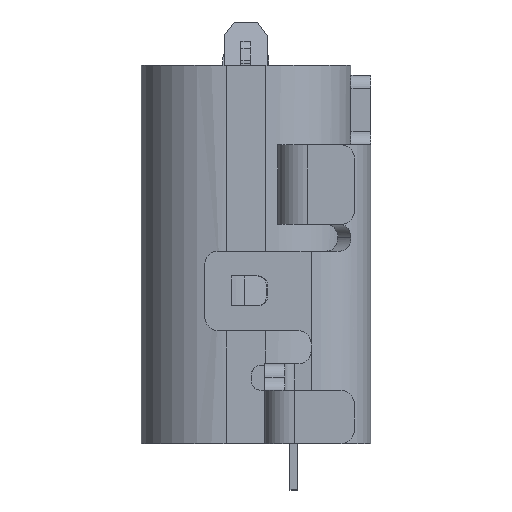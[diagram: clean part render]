
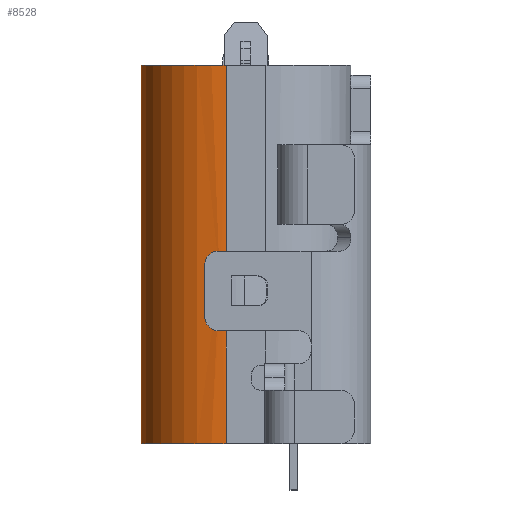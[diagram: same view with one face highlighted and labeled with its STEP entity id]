
A CAD part, left-side view. The second image highlights one B-rep face of the part: STEP entity #8528.
In plain terms, the highlighted cylindrical face has radius 1.28 mm (diameter 2.56 mm), a partial arc.
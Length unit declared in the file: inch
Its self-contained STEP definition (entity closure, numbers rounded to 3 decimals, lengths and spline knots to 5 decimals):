
#278 = CARTESIAN_POINT ( 'NONE',  ( -0.12559, 0.06201, 0. ) ) ;
#774 = CARTESIAN_POINT ( 'NONE',  ( -0.17598, 0.01161, 0.22441 ) ) ;
#958 = ORIENTED_EDGE ( 'NONE', *, *, #19715, .T. ) ;
#1256 = VERTEX_POINT ( 'NONE', #8532 ) ;
#1657 = ORIENTED_EDGE ( 'NONE', *, *, #8880, .T. ) ;
#1736 = ORIENTED_EDGE ( 'NONE', *, *, #18161, .F. ) ;
#1766 = DIRECTION ( 'NONE',  ( 0., 0., 1. ) ) ;
#2056 = CARTESIAN_POINT ( 'NONE',  ( -0.12559, 0.06201, 0.22441 ) ) ;
#2127 = CYLINDRICAL_SURFACE ( 'NONE', #7170, 0.05039 ) ;
#2405 = CARTESIAN_POINT ( 'NONE',  ( -0.17583, 0.01555, 0.10039 ) ) ;
#4002 = DIRECTION ( 'NONE',  ( 0., 0., 1. ) ) ;
#4557 = CARTESIAN_POINT ( 'NONE',  ( -0.17598, 0.01396, 0.07597 ) ) ;
#4687 = CARTESIAN_POINT ( 'NONE',  ( -0.17583, 0.01553, 0.07818 ) ) ;
#4752 = AXIS2_PLACEMENT_3D ( 'NONE', #5709, #14221, #22581 ) ;
#5709 = CARTESIAN_POINT ( 'NONE',  ( -0.12559, 0.01161, 0. ) ) ;
#7170 = AXIS2_PLACEMENT_3D ( 'NONE', #18997, #22897, #26910 ) ;
#7337 = B_SPLINE_CURVE_WITH_KNOTS ( 'NONE', 3,
 ( #24833, #17016, #25488, #14918 ),
 .UNSPECIFIED., .F., .F.,
 ( 4, 4 ),
 ( 0., 1. ),
 .UNSPECIFIED. ) ;
#7790 = VERTEX_POINT ( 'NONE', #774 ) ;
#8335 = ORIENTED_EDGE ( 'NONE', *, *, #13885, .F. ) ;
#8460 = DIRECTION ( 'NONE',  ( 0., 0., -1. ) ) ;
#8528 = ADVANCED_FACE ( 'NONE', ( #10489 ), #2127, .T. ) ;
#8532 = CARTESIAN_POINT ( 'NONE',  ( -0.17598, 0.01161, 0.07514 ) ) ;
#8707 = B_SPLINE_CURVE_WITH_KNOTS ( 'NONE', 3,
 ( #17664, #4557, #4687, #26133 ),
 .UNSPECIFIED., .F., .F.,
 ( 4, 4 ),
 ( 0., 1. ),
 .UNSPECIFIED. ) ;
#8782 = ORIENTED_EDGE ( 'NONE', *, *, #19815, .T. ) ;
#8880 = EDGE_CURVE ( 'NONE', #25001, #19354, #27254, .T. ) ;
#10290 = EDGE_CURVE ( 'NONE', #13225, #13227, #20441, .T. ) ;
#10489 = FACE_OUTER_BOUND ( 'NONE', #20176, .T. ) ;
#11112 = ORIENTED_EDGE ( 'NONE', *, *, #22640, .T. ) ;
#11526 = CARTESIAN_POINT ( 'NONE',  ( -0.17598, 0.01161, 0. ) ) ;
#11718 = ORIENTED_EDGE ( 'NONE', *, *, #10290, .T. ) ;
#11946 = VECTOR ( 'NONE', #4002, 39.37008 ) ;
#12668 = VERTEX_POINT ( 'NONE', #11526 ) ;
#12764 = DIRECTION ( 'NONE',  ( 0., 1., 0. ) ) ;
#13225 = VERTEX_POINT ( 'NONE', #21616 ) ;
#13227 = VERTEX_POINT ( 'NONE', #2405 ) ;
#13627 = EDGE_CURVE ( 'NONE', #1256, #13225, #8707, .T. ) ;
#13885 = EDGE_CURVE ( 'NONE', #25001, #7790, #16605, .T. ) ;
#14221 = DIRECTION ( 'NONE',  ( 0., 0., -1. ) ) ;
#14918 = CARTESIAN_POINT ( 'NONE',  ( -0.17598, 0.01161, 0.10596 ) ) ;
#15845 = DIRECTION ( 'NONE',  ( 0., 0., 1. ) ) ;
#16038 = VECTOR ( 'NONE', #15845, 39.37008 ) ;
#16195 = CARTESIAN_POINT ( 'NONE',  ( -0.17598, 0.01161, 0.10596 ) ) ;
#16222 = LINE ( 'NONE', #20528, #18670 ) ;
#16605 = CIRCLE ( 'NONE', #19266, 0.05039 ) ;
#17016 = CARTESIAN_POINT ( 'NONE',  ( -0.17583, 0.01553, 0.10293 ) ) ;
#17664 = CARTESIAN_POINT ( 'NONE',  ( -0.17598, 0.01161, 0.07514 ) ) ;
#18086 = ORIENTED_EDGE ( 'NONE', *, *, #13627, .T. ) ;
#18161 = EDGE_CURVE ( 'NONE', #12668, #19354, #24354, .T. ) ;
#18670 = VECTOR ( 'NONE', #19239, 39.37008 ) ;
#18997 = CARTESIAN_POINT ( 'NONE',  ( -0.12559, 0.01161, 0.19685 ) ) ;
#19239 = DIRECTION ( 'NONE',  ( 0., 0., 1. ) ) ;
#19266 = AXIS2_PLACEMENT_3D ( 'NONE', #27375, #1766, #12764 ) ;
#19354 = VERTEX_POINT ( 'NONE', #278 ) ;
#19715 = EDGE_CURVE ( 'NONE', #12668, #1256, #16222, .T. ) ;
#19815 = EDGE_CURVE ( 'NONE', #13227, #25705, #7337, .T. ) ;
#20106 = VECTOR ( 'NONE', #8460, 39.37008 ) ;
#20176 = EDGE_LOOP ( 'NONE', ( #8782, #11112, #8335, #1657, #1736, #958, #18086, #11718 ) ) ;
#20441 = LINE ( 'NONE', #26682, #16038 ) ;
#20528 = CARTESIAN_POINT ( 'NONE',  ( -0.17598, 0.01161, 0. ) ) ;
#21007 = CARTESIAN_POINT ( 'NONE',  ( -0.17598, 0.01161, 0.10596 ) ) ;
#21616 = CARTESIAN_POINT ( 'NONE',  ( -0.17583, 0.01555, 0.08071 ) ) ;
#22581 = DIRECTION ( 'NONE',  ( -1., 0., 0. ) ) ;
#22640 = EDGE_CURVE ( 'NONE', #25705, #7790, #22955, .T. ) ;
#22897 = DIRECTION ( 'NONE',  ( 0., 0., 1. ) ) ;
#22925 = CARTESIAN_POINT ( 'NONE',  ( -0.12559, 0.06201, 0.22441 ) ) ;
#22955 = LINE ( 'NONE', #21007, #11946 ) ;
#24354 = CIRCLE ( 'NONE', #4752, 0.05039 ) ;
#24833 = CARTESIAN_POINT ( 'NONE',  ( -0.17583, 0.01555, 0.10039 ) ) ;
#25001 = VERTEX_POINT ( 'NONE', #22925 ) ;
#25488 = CARTESIAN_POINT ( 'NONE',  ( -0.17598, 0.01397, 0.10513 ) ) ;
#25705 = VERTEX_POINT ( 'NONE', #16195 ) ;
#26133 = CARTESIAN_POINT ( 'NONE',  ( -0.17583, 0.01555, 0.08071 ) ) ;
#26682 = CARTESIAN_POINT ( 'NONE',  ( -0.17583, 0.01555, 0.08071 ) ) ;
#26910 = DIRECTION ( 'NONE',  ( 1., 0., 0. ) ) ;
#27254 = LINE ( 'NONE', #2056, #20106 ) ;
#27375 = CARTESIAN_POINT ( 'NONE',  ( -0.12559, 0.01161, 0.22441 ) ) ;
